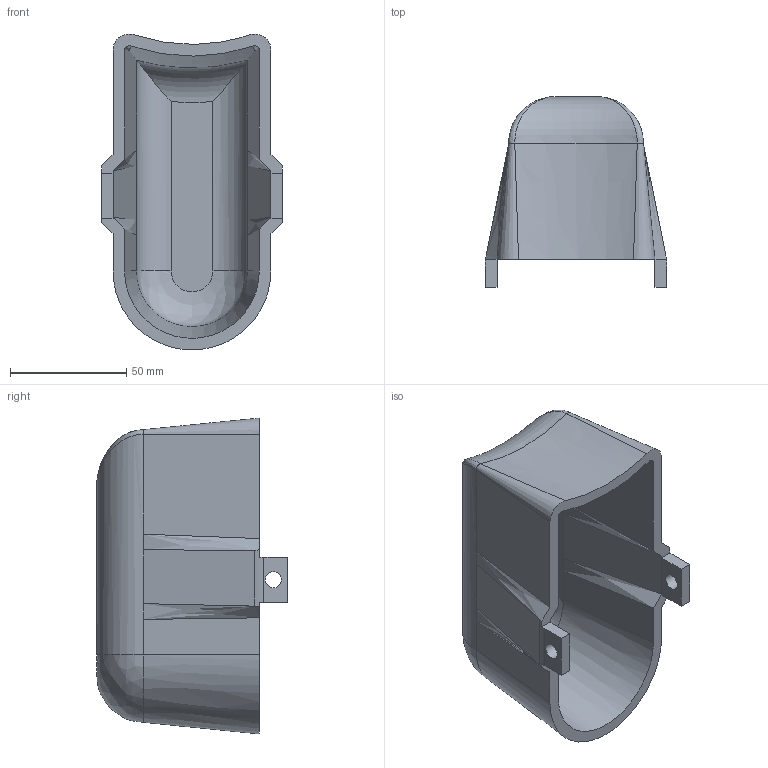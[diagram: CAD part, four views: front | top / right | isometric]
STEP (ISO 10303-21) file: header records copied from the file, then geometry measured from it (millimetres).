
FILE_DESCRIPTION(/* description */ (''),/* implementation_level */ '2;1');
FILE_NAME(/* name */ 'New Lid.stp',/* time_stamp */ '2025-12-01T20:38:09-05:00',/* author */ ('mateo'),/* organization */ (''),/* preprocessor_version */ 'ST-DEVELOPER v20.1',/* originating_system */ 'Autodesk Inventor 2026',/* authorisation */ '');
FILE_SCHEMA (('AUTOMOTIVE_DESIGN { 1 0 10303 214 3 1 1 }'));
Length unit declared in the file: millimetre
Products named in the file (1): New Lid
Bounding box: 78 x 82 x 136 mm (x, y, z)
Volume: 134089.8 mm3; surface area: 55864 mm2
Topology: 1 solids, 1 shells, 55 faces, 158 edges, 102 vertices
Faces by surface type: plane 25, bspline 16, cylinder 8, cone 4, torus 2
Full cylindrical faces by diameter (mm): 7 x2
Entity records: 3013 total; most frequent: CARTESIAN_POINT 1656, ORIENTED_EDGE 308, DIRECTION 214, EDGE_CURVE 154, VERTEX_POINT 102, LINE 86, VECTOR 86, AXIS2_PLACEMENT_3D 64
